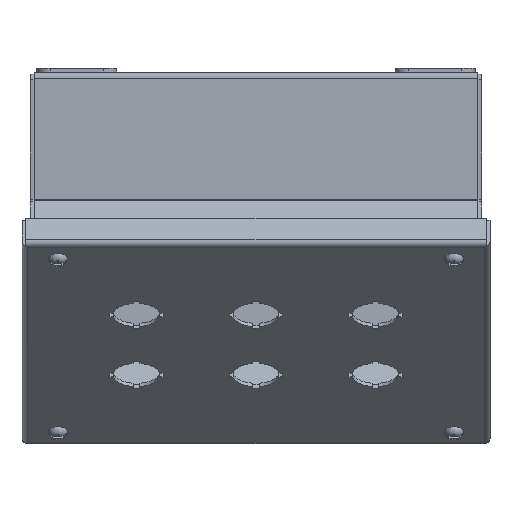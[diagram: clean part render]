
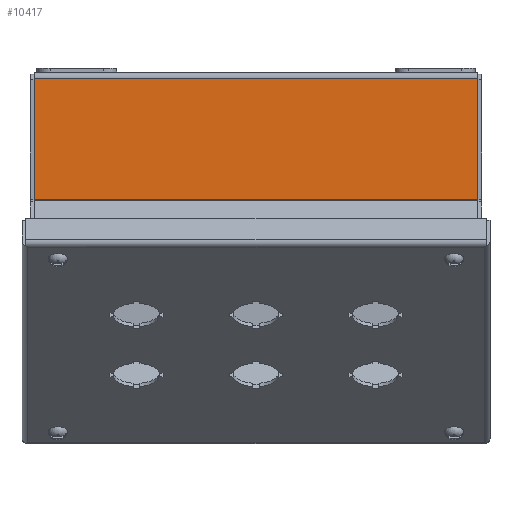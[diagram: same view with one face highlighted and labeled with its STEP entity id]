
A CAD part, top view. The second image highlights one B-rep face of the part: STEP entity #10417.
In plain terms, the highlighted planar face has unit normal (0, 0, 1).
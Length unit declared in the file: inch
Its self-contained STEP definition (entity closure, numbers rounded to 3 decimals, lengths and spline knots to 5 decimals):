
#35 = ORIENTED_EDGE ( 'NONE', *, *, #3224, .T. ) ;
#859 = DIRECTION ( 'NONE',  ( 0., 1., 0. ) ) ;
#876 = ORIENTED_EDGE ( 'NONE', *, *, #18630, .F. ) ;
#984 = AXIS2_PLACEMENT_3D ( 'NONE', #6162, #13809, #21437 ) ;
#1418 = DIRECTION ( 'NONE',  ( 0., 1., 0. ) ) ;
#1739 = DIRECTION ( 'NONE',  ( 1., 0., 0. ) ) ;
#1865 = VECTOR ( 'NONE', #859, 39.37008 ) ;
#2438 = DIRECTION ( 'NONE',  ( -1., 0., 0. ) ) ;
#2637 = FACE_OUTER_BOUND ( 'NONE', #23584, .T. ) ;
#2742 = CARTESIAN_POINT ( 'NONE',  ( -4.178, -3.72251, 3.38474 ) ) ;
#3197 = VERTEX_POINT ( 'NONE', #21976 ) ;
#3224 = EDGE_CURVE ( 'NONE', #13780, #23951, #22097, .T. ) ;
#3296 = CARTESIAN_POINT ( 'NONE',  ( 4.178, -4.01248, 3.38474 ) ) ;
#4212 = CARTESIAN_POINT ( 'NONE',  ( 4.178, 2.48242, 3.38474 ) ) ;
#4217 = EDGE_CURVE ( 'NONE', #13780, #3197, #15873, .T. ) ;
#4414 = VERTEX_POINT ( 'NONE', #15702 ) ;
#4621 = LINE ( 'NONE', #2742, #1865 ) ;
#5439 = VECTOR ( 'NONE', #2438, 39.37008 ) ;
#6162 = CARTESIAN_POINT ( 'NONE',  ( -4.178, 2.59042, 3.38474 ) ) ;
#10417 = ADVANCED_FACE ( 'NONE', ( #2637 ), #21318, .F. ) ;
#11345 = ORIENTED_EDGE ( 'NONE', *, *, #4217, .F. ) ;
#11978 = CARTESIAN_POINT ( 'NONE',  ( -4.178, 0.19407, 3.38474 ) ) ;
#13349 = VECTOR ( 'NONE', #1739, 39.37008 ) ;
#13780 = VERTEX_POINT ( 'NONE', #22591 ) ;
#13809 = DIRECTION ( 'NONE',  ( 0., 0., -1. ) ) ;
#14535 = LINE ( 'NONE', #18654, #13349 ) ;
#15702 = CARTESIAN_POINT ( 'NONE',  ( -4.178, 2.48242, 3.38474 ) ) ;
#15873 = LINE ( 'NONE', #11978, #5439 ) ;
#15880 = EDGE_CURVE ( 'NONE', #3197, #4414, #4621, .T. ) ;
#18295 = ORIENTED_EDGE ( 'NONE', *, *, #15880, .F. ) ;
#18630 = EDGE_CURVE ( 'NONE', #4414, #23951, #14535, .T. ) ;
#18654 = CARTESIAN_POINT ( 'NONE',  ( -4.178, 2.48242, 3.38474 ) ) ;
#20620 = VECTOR ( 'NONE', #1418, 39.37008 ) ;
#21318 = PLANE ( 'NONE',  #984 ) ;
#21437 = DIRECTION ( 'NONE',  ( -1., 0., 0. ) ) ;
#21976 = CARTESIAN_POINT ( 'NONE',  ( -4.178, 0.19407, 3.38474 ) ) ;
#22097 = LINE ( 'NONE', #3296, #20620 ) ;
#22591 = CARTESIAN_POINT ( 'NONE',  ( 4.178, 0.19407, 3.38474 ) ) ;
#23584 = EDGE_LOOP ( 'NONE', ( #876, #18295, #11345, #35 ) ) ;
#23951 = VERTEX_POINT ( 'NONE', #4212 ) ;
